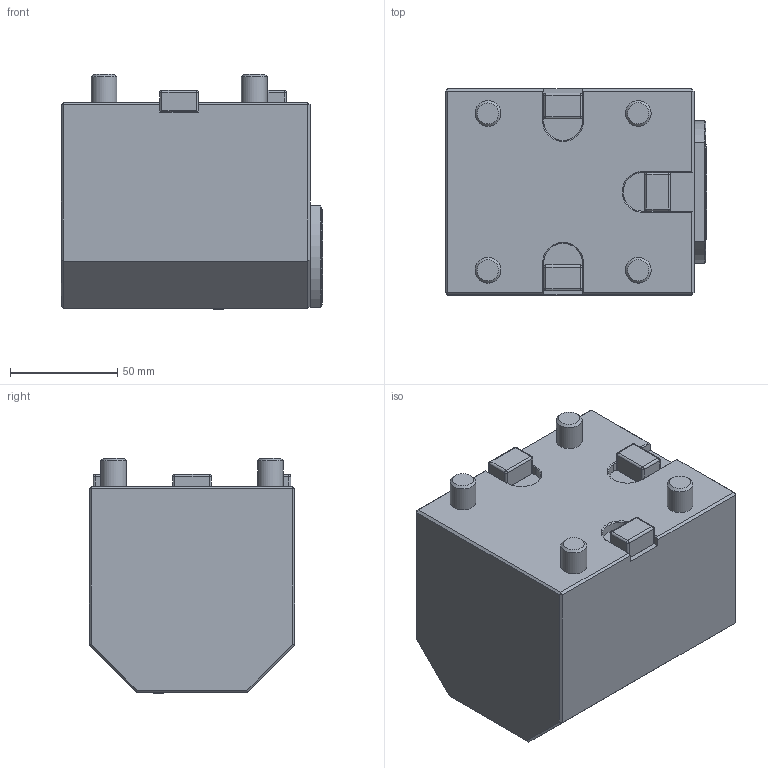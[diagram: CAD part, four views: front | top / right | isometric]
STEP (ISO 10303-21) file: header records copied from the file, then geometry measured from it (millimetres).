
FILE_DESCRIPTION(/* description */ (''),/* implementation_level */ '2;1');
FILE_NAME(/* name */ '1616080384197.stp',/* time_stamp */ '2021-03-18T16:13:12+01:00',/* author */ (''),/* organization */ ('SMS'),/* preprocessor_version */ 'ST-DEVELOPER v16.7',/* originating_system */ 'SIEMENS PLM Software NX 12.0',/* authorisation */ '');
FILE_SCHEMA (('AUTOMOTIVE_DESIGN { 1 0 10303 214 3 1 1 1 }'));
Length unit declared in the file: millimetre
Products named in the file (1): 203437688mod000_00
Bounding box: 121.89 x 95.9 x 109.53 mm (x, y, z)
Volume: 1017714.6 mm3; surface area: 70171.2 mm2
Topology: 1 solids, 1 shells, 208 faces, 530 edges, 322 vertices
Faces by surface type: plane 99, cylinder 61, cone 25, sphere 17, torus 5, bspline 1
Full cylindrical faces by diameter (mm): 2.5 x1, 4.495 x8, 4.995 x2, 5.183 x4, 5.694 x1, 5.994 x4, 7.193 x4, 7.992 x2, 11.988 x3, 12 x1, 31.6 x1, 39.96 x1
Entity records: 5982 total; most frequent: CARTESIAN_POINT 1400, DIRECTION 971, ORIENTED_EDGE 832, EDGE_CURVE 416, AXIS2_PLACEMENT_3D 374, EDGE_LOOP 300, VERTEX_POINT 280, LINE 223
